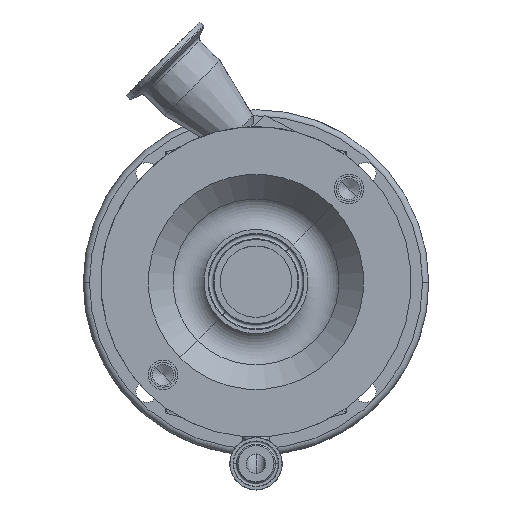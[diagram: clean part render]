
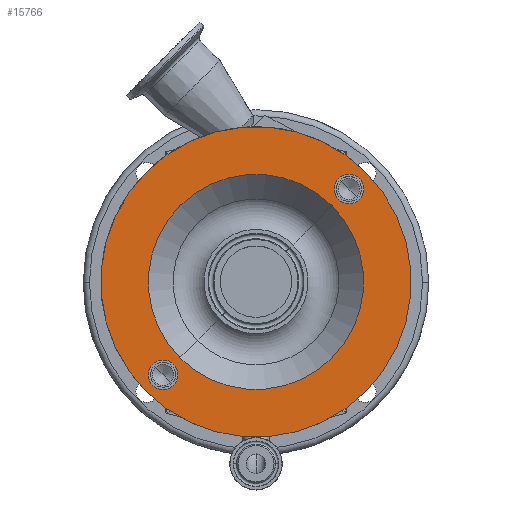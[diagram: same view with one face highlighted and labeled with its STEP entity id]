
A CAD part, top view. The second image highlights one B-rep face of the part: STEP entity #15766.
In plain terms, the highlighted planar face has unit normal (0, 0, 1).
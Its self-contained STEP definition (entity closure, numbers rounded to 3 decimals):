
#54 = CIRCLE ( 'NONE', #9427, 7.144 ) ;
#343 = EDGE_LOOP ( 'NONE', ( #2108, #3792 ) ) ;
#404 = PLANE ( 'NONE',  #5963 ) ;
#607 = EDGE_CURVE ( 'NONE', #6545, #1790, #16380, .T. ) ;
#799 = CIRCLE ( 'NONE', #14479, 7.144 ) ;
#810 = EDGE_CURVE ( 'NONE', #1790, #6545, #11567, .T. ) ;
#939 = DIRECTION ( 'NONE',  ( 0., 0., 1. ) ) ;
#1044 = VERTEX_POINT ( 'NONE', #13611 ) ;
#1047 = CARTESIAN_POINT ( 'NONE',  ( 0., 0., 190.6 ) ) ;
#1193 = CIRCLE ( 'NONE', #7360, 7.144 ) ;
#1496 = CARTESIAN_POINT ( 'NONE',  ( 44.901, 44.901, 190.6 ) ) ;
#1534 = ORIENTED_EDGE ( 'NONE', *, *, #8868, .T. ) ;
#1790 = VERTEX_POINT ( 'NONE', #11855 ) ;
#1830 = EDGE_CURVE ( 'NONE', #2251, #1044, #54, .T. ) ;
#1883 = DIRECTION ( 'NONE',  ( 0., 0., 1. ) ) ;
#2108 = ORIENTED_EDGE ( 'NONE', *, *, #1830, .F. ) ;
#2251 = VERTEX_POINT ( 'NONE', #6639 ) ;
#2410 = EDGE_CURVE ( 'NONE', #1044, #2251, #1193, .T. ) ;
#2728 = AXIS2_PLACEMENT_3D ( 'NONE', #13552, #1883, #16056 ) ;
#2916 = VERTEX_POINT ( 'NONE', #5661 ) ;
#3109 = CARTESIAN_POINT ( 'NONE',  ( 0., 0., 190.6 ) ) ;
#3188 = CARTESIAN_POINT ( 'NONE',  ( 44.901, 44.901, 190.6 ) ) ;
#3274 = DIRECTION ( 'NONE',  ( 0., 0., 1. ) ) ;
#3548 = CIRCLE ( 'NONE', #11056, 7.144 ) ;
#3792 = ORIENTED_EDGE ( 'NONE', *, *, #2410, .F. ) ;
#3864 = DIRECTION ( 'NONE',  ( 0., 0., 1. ) ) ;
#4086 = ORIENTED_EDGE ( 'NONE', *, *, #810, .F. ) ;
#4841 = CARTESIAN_POINT ( 'NONE',  ( 36.77, 36.77, 190.6 ) ) ;
#5041 = VERTEX_POINT ( 'NONE', #10858 ) ;
#5083 = AXIS2_PLACEMENT_3D ( 'NONE', #3109, #14849, #15864 ) ;
#5204 = CARTESIAN_POINT ( 'NONE',  ( 0., 0., 190.6 ) ) ;
#5541 = CARTESIAN_POINT ( 'NONE',  ( -53.033, 53.033, 190.6 ) ) ;
#5585 = ORIENTED_EDGE ( 'NONE', *, *, #8445, .T. ) ;
#5661 = CARTESIAN_POINT ( 'NONE',  ( -49.953, -49.953, 190.6 ) ) ;
#5882 = DIRECTION ( 'NONE',  ( 0.707, 0.707, 0. ) ) ;
#5963 = AXIS2_PLACEMENT_3D ( 'NONE', #5541, #9383, #14503 ) ;
#6116 = EDGE_CURVE ( 'NONE', #2916, #10571, #799, .T. ) ;
#6176 = DIRECTION ( 'NONE',  ( 0.707, 0.707, 0. ) ) ;
#6545 = VERTEX_POINT ( 'NONE', #4841 ) ;
#6639 = CARTESIAN_POINT ( 'NONE',  ( 49.953, 49.953, 190.6 ) ) ;
#6795 = FACE_BOUND ( 'NONE', #9933, .T. ) ;
#6870 = FACE_OUTER_BOUND ( 'NONE', #7107, .T. ) ;
#7107 = EDGE_LOOP ( 'NONE', ( #1534, #5585 ) ) ;
#7312 = CARTESIAN_POINT ( 'NONE',  ( -44.901, -44.901, 190.6 ) ) ;
#7360 = AXIS2_PLACEMENT_3D ( 'NONE', #1496, #15432, #13080 ) ;
#7941 = ORIENTED_EDGE ( 'NONE', *, *, #6116, .F. ) ;
#8445 = EDGE_CURVE ( 'NONE', #5041, #14891, #14708, .T. ) ;
#8868 = EDGE_CURVE ( 'NONE', #14891, #5041, #15281, .T. ) ;
#9151 = AXIS2_PLACEMENT_3D ( 'NONE', #1047, #12473, #6176 ) ;
#9383 = DIRECTION ( 'NONE',  ( 0., 0., 1. ) ) ;
#9427 = AXIS2_PLACEMENT_3D ( 'NONE', #3188, #3274, #5882 ) ;
#9824 = DIRECTION ( 'NONE',  ( 0.707, 0.707, 0. ) ) ;
#9933 = EDGE_LOOP ( 'NONE', ( #11652, #7941 ) ) ;
#10164 = ORIENTED_EDGE ( 'NONE', *, *, #607, .F. ) ;
#10571 = VERTEX_POINT ( 'NONE', #14692 ) ;
#10858 = CARTESIAN_POINT ( 'NONE',  ( -53.033, -53.033, 190.6 ) ) ;
#11056 = AXIS2_PLACEMENT_3D ( 'NONE', #11877, #12983, #15408 ) ;
#11567 = CIRCLE ( 'NONE', #9151, 52. ) ;
#11652 = ORIENTED_EDGE ( 'NONE', *, *, #16594, .F. ) ;
#11855 = CARTESIAN_POINT ( 'NONE',  ( -36.77, -36.77, 190.6 ) ) ;
#11877 = CARTESIAN_POINT ( 'NONE',  ( -44.901, -44.901, 190.6 ) ) ;
#11915 = FACE_BOUND ( 'NONE', #343, .T. ) ;
#12473 = DIRECTION ( 'NONE',  ( 0., 0., 1. ) ) ;
#12983 = DIRECTION ( 'NONE',  ( 0., 0., 1. ) ) ;
#13080 = DIRECTION ( 'NONE',  ( 0.707, 0.707, 0. ) ) ;
#13172 = FACE_BOUND ( 'NONE', #14589, .T. ) ;
#13552 = CARTESIAN_POINT ( 'NONE',  ( 0., 0., 190.6 ) ) ;
#13611 = CARTESIAN_POINT ( 'NONE',  ( 39.85, 39.85, 190.6 ) ) ;
#14463 = AXIS2_PLACEMENT_3D ( 'NONE', #5204, #3864, #15444 ) ;
#14479 = AXIS2_PLACEMENT_3D ( 'NONE', #7312, #939, #9824 ) ;
#14503 = DIRECTION ( 'NONE',  ( 1., 0., 0. ) ) ;
#14589 = EDGE_LOOP ( 'NONE', ( #10164, #4086 ) ) ;
#14692 = CARTESIAN_POINT ( 'NONE',  ( -39.85, -39.85, 190.6 ) ) ;
#14708 = CIRCLE ( 'NONE', #5083, 75. ) ;
#14849 = DIRECTION ( 'NONE',  ( 0., 0., 1. ) ) ;
#14891 = VERTEX_POINT ( 'NONE', #15275 ) ;
#15275 = CARTESIAN_POINT ( 'NONE',  ( 53.033, 53.033, 190.6 ) ) ;
#15281 = CIRCLE ( 'NONE', #14463, 75. ) ;
#15408 = DIRECTION ( 'NONE',  ( 0.707, 0.707, 0. ) ) ;
#15432 = DIRECTION ( 'NONE',  ( 0., 0., 1. ) ) ;
#15444 = DIRECTION ( 'NONE',  ( 0.707, 0.707, 0. ) ) ;
#15766 = ADVANCED_FACE ( 'NONE', ( #13172, #6795, #11915, #6870 ), #404, .T. ) ;
#15864 = DIRECTION ( 'NONE',  ( 0.707, 0.707, 0. ) ) ;
#16056 = DIRECTION ( 'NONE',  ( 0.707, 0.707, 0. ) ) ;
#16380 = CIRCLE ( 'NONE', #2728, 52. ) ;
#16594 = EDGE_CURVE ( 'NONE', #10571, #2916, #3548, .T. ) ;
